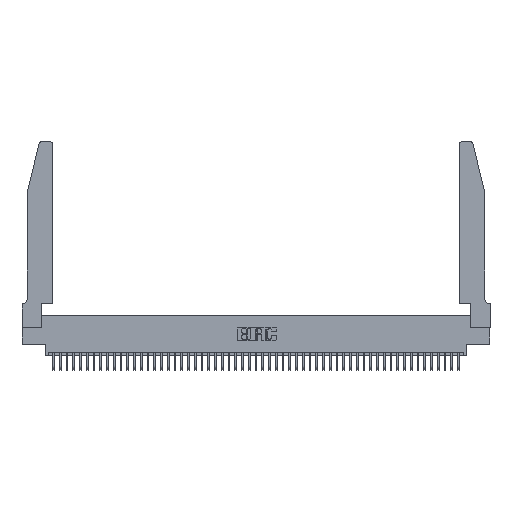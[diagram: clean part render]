
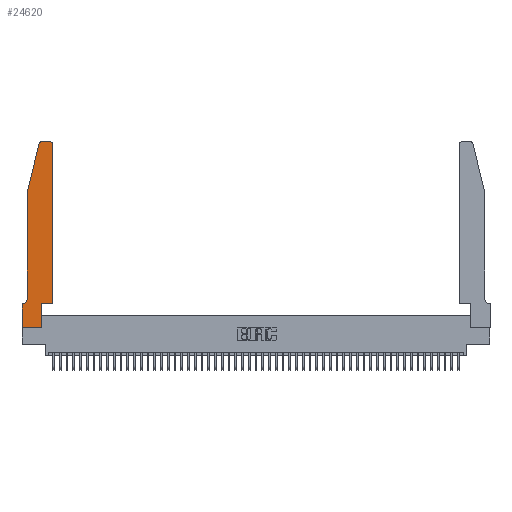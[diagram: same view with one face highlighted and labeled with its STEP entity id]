
A CAD part, top view. The second image highlights one B-rep face of the part: STEP entity #24620.
In plain terms, the highlighted planar face has unit normal (0, 0, 1).
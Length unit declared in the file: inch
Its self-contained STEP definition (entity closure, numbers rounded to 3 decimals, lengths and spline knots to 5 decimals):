
#621 = CARTESIAN_POINT ( 'NONE',  ( 0.2865, 0.35, 0.37 ) ) ;
#1234 = CARTESIAN_POINT ( 'NONE',  ( 0.4505, 0.35, 0.37 ) ) ;
#1524 = LINE ( 'NONE', #34174, #33485 ) ;
#1641 = EDGE_CURVE ( 'NONE', #41862, #47130, #15966, .T. ) ;
#1966 = EDGE_CURVE ( 'NONE', #25649, #47021, #18500, .T. ) ;
#2288 = LINE ( 'NONE', #12814, #31165 ) ;
#2415 = DIRECTION ( 'NONE',  ( 0., 1., 0. ) ) ;
#2763 = CARTESIAN_POINT ( 'NONE',  ( 0.0755, 2., 0.37 ) ) ;
#4129 = DIRECTION ( 'NONE',  ( -1., 0., 0. ) ) ;
#4305 = EDGE_CURVE ( 'NONE', #47021, #20117, #44962, .T. ) ;
#5075 = CARTESIAN_POINT ( 'NONE',  ( 0.4505, 2.72, 0.37 ) ) ;
#6221 = CARTESIAN_POINT ( 'NONE',  ( 0.2865, 0., 0.37 ) ) ;
#6306 = CARTESIAN_POINT ( 'NONE',  ( 0.0755, 0.42, 0.37 ) ) ;
#6355 = EDGE_CURVE ( 'NONE', #9853, #30723, #51003, .T. ) ;
#8157 = LINE ( 'NONE', #1234, #51399 ) ;
#9829 = EDGE_CURVE ( 'NONE', #47130, #14607, #2288, .T. ) ;
#9853 = VERTEX_POINT ( 'NONE', #5075 ) ;
#10365 = DIRECTION ( 'NONE',  ( -1., 0., 0. ) ) ;
#10784 = CARTESIAN_POINT ( 'NONE',  ( 0., 0.35, 0.37 ) ) ;
#11020 = EDGE_CURVE ( 'NONE', #26848, #25649, #1524, .T. ) ;
#11208 = DIRECTION ( 'NONE',  ( 0., 0., 1. ) ) ;
#11552 = DIRECTION ( 'NONE',  ( -1., 0., 0. ) ) ;
#12186 = CARTESIAN_POINT ( 'NONE',  ( 0., 0., 0.37 ) ) ;
#12814 = CARTESIAN_POINT ( 'NONE',  ( 0., 0., 0.37 ) ) ;
#12894 = VERTEX_POINT ( 'NONE', #621 ) ;
#13333 = FACE_OUTER_BOUND ( 'NONE', #50146, .T. ) ;
#13581 = EDGE_CURVE ( 'NONE', #20117, #41862, #32675, .T. ) ;
#13583 = DIRECTION ( 'NONE',  ( 1., 0., 0. ) ) ;
#14607 = VERTEX_POINT ( 'NONE', #6221 ) ;
#15451 = CARTESIAN_POINT ( 'NONE',  ( 0.4205, 2.72, 0.37 ) ) ;
#15494 = LINE ( 'NONE', #43994, #35340 ) ;
#15548 = ORIENTED_EDGE ( 'NONE', *, *, #17602, .T. ) ;
#15966 = LINE ( 'NONE', #12186, #44135 ) ;
#16298 = EDGE_CURVE ( 'NONE', #46330, #9853, #15494, .T. ) ;
#16412 = DIRECTION ( 'NONE',  ( 1., 0., 0. ) ) ;
#16812 = DIRECTION ( 'NONE',  ( 1., 0., 0. ) ) ;
#17163 = EDGE_CURVE ( 'NONE', #12894, #46330, #8157, .T. ) ;
#17602 = EDGE_CURVE ( 'NONE', #30723, #34603, #36948, .T. ) ;
#18207 = ORIENTED_EDGE ( 'NONE', *, *, #4305, .T. ) ;
#18500 = LINE ( 'NONE', #2763, #49202 ) ;
#18907 = AXIS2_PLACEMENT_3D ( 'NONE', #47434, #31543, #11552 ) ;
#20117 = VERTEX_POINT ( 'NONE', #46081 ) ;
#21263 = DIRECTION ( 'NONE',  ( 0., 0., 1. ) ) ;
#21275 = VECTOR ( 'NONE', #4129, 39.37008 ) ;
#22296 = DIRECTION ( 'NONE',  ( -0.239, -0.971, 0. ) ) ;
#22590 = CARTESIAN_POINT ( 'NONE',  ( 0.2865, 0.35, 0.37 ) ) ;
#22786 = CARTESIAN_POINT ( 'NONE',  ( 0.4205, 2.75, 0.37 ) ) ;
#24620 = ADVANCED_FACE ( 'NONE', ( #13333 ), #24973, .T. ) ;
#24973 = PLANE ( 'NONE',  #33941 ) ;
#25135 = CARTESIAN_POINT ( 'NONE',  ( 0., 0.35, 0.37 ) ) ;
#25616 = AXIS2_PLACEMENT_3D ( 'NONE', #35363, #11208, #47085 ) ;
#25649 = VERTEX_POINT ( 'NONE', #38692 ) ;
#26009 = CARTESIAN_POINT ( 'NONE',  ( 0.25487, 2.72718, 0.37 ) ) ;
#26809 = CARTESIAN_POINT ( 'NONE',  ( 0.0755, 0.35, 0.37 ) ) ;
#26848 = VERTEX_POINT ( 'NONE', #26009 ) ;
#27621 = DIRECTION ( 'NONE',  ( 0., -1., 0. ) ) ;
#30723 = VERTEX_POINT ( 'NONE', #22786 ) ;
#31165 = VECTOR ( 'NONE', #16812, 39.37008 ) ;
#31543 = DIRECTION ( 'NONE',  ( 0., 0., -1. ) ) ;
#31808 = LINE ( 'NONE', #22590, #48032 ) ;
#32647 = ORIENTED_EDGE ( 'NONE', *, *, #16298, .T. ) ;
#32675 = LINE ( 'NONE', #26809, #37677 ) ;
#32856 = DIRECTION ( 'NONE',  ( 0., 1., 0. ) ) ;
#33485 = VECTOR ( 'NONE', #22296, 39.37008 ) ;
#33941 = AXIS2_PLACEMENT_3D ( 'NONE', #25135, #21263, #13583 ) ;
#34174 = CARTESIAN_POINT ( 'NONE',  ( 0.0755, 2., 0.37 ) ) ;
#34556 = EDGE_CURVE ( 'NONE', #34603, #26848, #35154, .T. ) ;
#34603 = VERTEX_POINT ( 'NONE', #51125 ) ;
#35154 = CIRCLE ( 'NONE', #25616, 0.03 ) ;
#35340 = VECTOR ( 'NONE', #32856, 39.37008 ) ;
#35363 = CARTESIAN_POINT ( 'NONE',  ( 0.284, 2.72, 0.37 ) ) ;
#36945 = EDGE_CURVE ( 'NONE', #14607, #12894, #31808, .T. ) ;
#36948 = LINE ( 'NONE', #48260, #21275 ) ;
#37677 = VECTOR ( 'NONE', #10365, 39.37008 ) ;
#37783 = AXIS2_PLACEMENT_3D ( 'NONE', #15451, #39961, #16412 ) ;
#38008 = DIRECTION ( 'NONE',  ( 1., 0., 0. ) ) ;
#38692 = CARTESIAN_POINT ( 'NONE',  ( 0.0755, 2., 0.37 ) ) ;
#39961 = DIRECTION ( 'NONE',  ( 0., 0., 1. ) ) ;
#40390 = ORIENTED_EDGE ( 'NONE', *, *, #9829, .T. ) ;
#40818 = ORIENTED_EDGE ( 'NONE', *, *, #11020, .T. ) ;
#41692 = ORIENTED_EDGE ( 'NONE', *, *, #1966, .T. ) ;
#41862 = VERTEX_POINT ( 'NONE', #10784 ) ;
#43024 = CARTESIAN_POINT ( 'NONE',  ( 0., 0., 0.37 ) ) ;
#43336 = DIRECTION ( 'NONE',  ( 0., -1., 0. ) ) ;
#43619 = ORIENTED_EDGE ( 'NONE', *, *, #13581, .T. ) ;
#43994 = CARTESIAN_POINT ( 'NONE',  ( 0.4505, 0.35, 0.37 ) ) ;
#44135 = VECTOR ( 'NONE', #43336, 39.37008 ) ;
#44962 = CIRCLE ( 'NONE', #18907, 0.07 ) ;
#45018 = ORIENTED_EDGE ( 'NONE', *, *, #17163, .T. ) ;
#46081 = CARTESIAN_POINT ( 'NONE',  ( 0.0055, 0.35, 0.37 ) ) ;
#46330 = VERTEX_POINT ( 'NONE', #47690 ) ;
#47021 = VERTEX_POINT ( 'NONE', #6306 ) ;
#47085 = DIRECTION ( 'NONE',  ( 1., 0., 0. ) ) ;
#47130 = VERTEX_POINT ( 'NONE', #43024 ) ;
#47434 = CARTESIAN_POINT ( 'NONE',  ( 0.0055, 0.42, 0.37 ) ) ;
#47690 = CARTESIAN_POINT ( 'NONE',  ( 0.4505, 0.35, 0.37 ) ) ;
#48032 = VECTOR ( 'NONE', #2415, 39.37008 ) ;
#48260 = CARTESIAN_POINT ( 'NONE',  ( 0.2605, 2.75, 0.37 ) ) ;
#49202 = VECTOR ( 'NONE', #27621, 39.37008 ) ;
#50074 = ORIENTED_EDGE ( 'NONE', *, *, #1641, .T. ) ;
#50146 = EDGE_LOOP ( 'NONE', ( #15548, #51598, #40818, #41692, #18207, #43619, #50074, #40390, #50972, #45018, #32647, #51349 ) ) ;
#50972 = ORIENTED_EDGE ( 'NONE', *, *, #36945, .T. ) ;
#51003 = CIRCLE ( 'NONE', #37783, 0.03 ) ;
#51125 = CARTESIAN_POINT ( 'NONE',  ( 0.284, 2.75, 0.37 ) ) ;
#51349 = ORIENTED_EDGE ( 'NONE', *, *, #6355, .T. ) ;
#51399 = VECTOR ( 'NONE', #38008, 39.37008 ) ;
#51598 = ORIENTED_EDGE ( 'NONE', *, *, #34556, .T. ) ;
